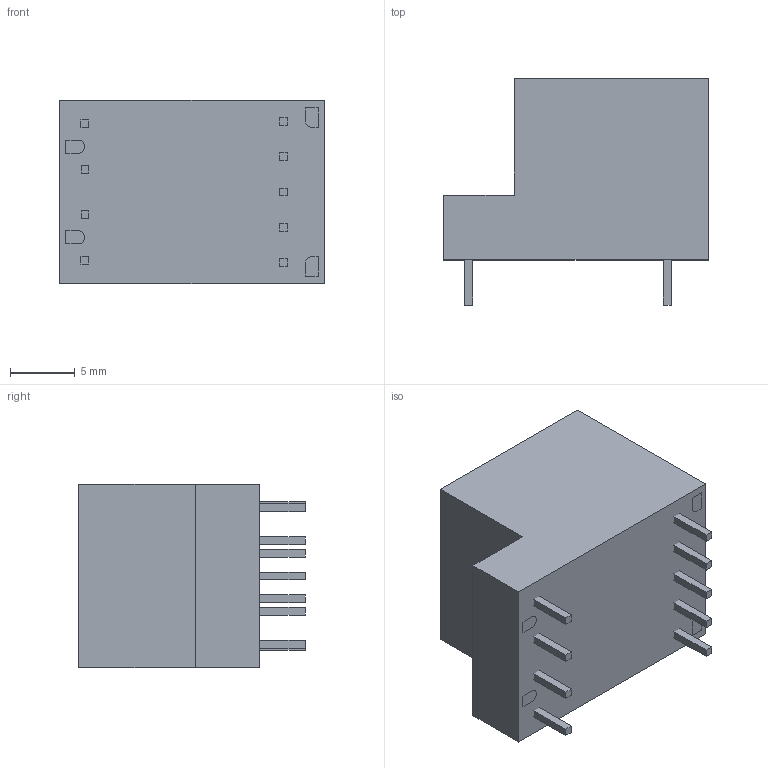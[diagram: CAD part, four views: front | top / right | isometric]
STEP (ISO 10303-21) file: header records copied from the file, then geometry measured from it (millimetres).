
FILE_DESCRIPTION (( 'STEP AP203' ), '1' );
FILE_NAME ('EE13-6-6_6167.STEP', '2015-03-10T20:56:29', ( 'Administrator' ), ( 'Wuerth Elektronik GmbH' ), 'SwSTEP 2.0', 'SolidWorks 2014', '' );
FILE_SCHEMA (( 'CONFIG_CONTROL_DESIGN' ));
Length unit declared in the file: millimetre
Products named in the file (6): 070-6167_INTF; 070-6167_6B; EE-13-6-6-6167; 150-1994; 440-9986-0560; EE13-6-6_6167
Assembly tree (5 placements, depth 2):
  EE13-6-6_6167
    070-6167_INTF
    070-6167_6B
    EE-13-6-6-6167
    150-1994
    440-9986-0560
Bounding box: 20.45 x 17.5 x 14.2 mm (x, y, z)
Surface area: 4741.2 mm2
Topology: 5 solids, 5 shells, 409 faces, 1007 edges, 597 vertices
Faces by surface type: plane 183, cylinder 134, bspline 48, torus 32, sphere 12
Entity records: 12995 total; most frequent: CARTESIAN_POINT 3116, ORIENTED_EDGE 1978, DIRECTION 1896, EDGE_CURVE 989, AXIS2_PLACEMENT_3D 641, VECTOR 614, LINE 614, VERTEX_POINT 597
